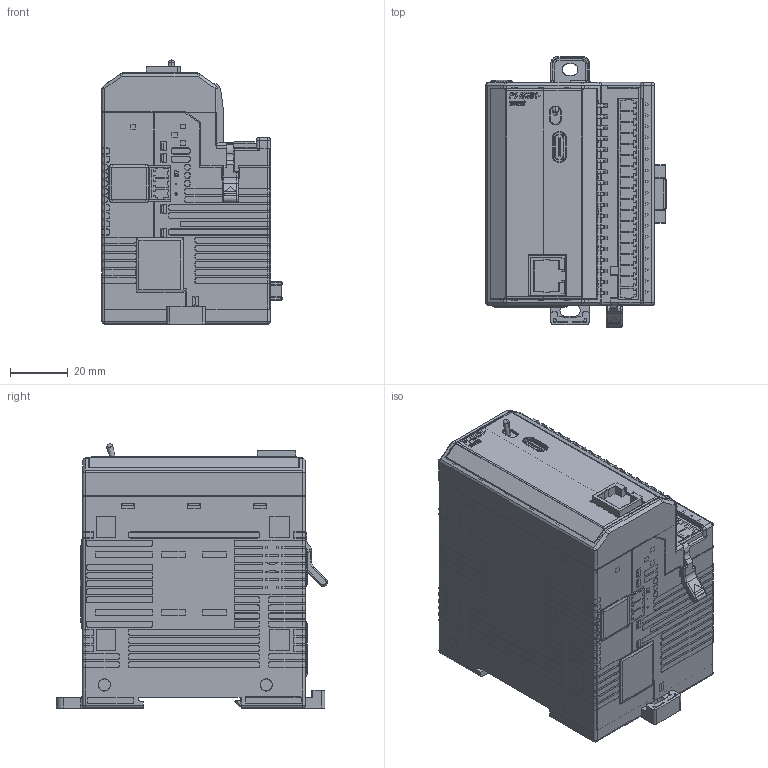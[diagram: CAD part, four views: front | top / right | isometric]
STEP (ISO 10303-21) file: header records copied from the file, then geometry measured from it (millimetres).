
FILE_DESCRIPTION (( 'STEP AP214' ), '1' );
FILE_NAME ('P1-M401-12DRS.STEP', '2025-05-28T14:05:21', ( '' ), ( '' ), 'SwSTEP 2.0', 'SolidWorks 2024', '' );
FILE_SCHEMA (( 'AUTOMOTIVE_DESIGN' ));
Length unit declared in the file: inch
Products named in the file (1): P1-M401-12DRS
Bounding box: 62.27 x 93.64 x 91.26 mm (x, y, z)
Volume: 34137.6 mm3; surface area: 66430 mm2
Topology: 21 solids, 25 shells, 3495 faces, 9196 edges, 5876 vertices
Faces by surface type: plane 1943, cylinder 873, bspline 636, cone 43
Entity records: 121221 total; most frequent: CARTESIAN_POINT 38242, ORIENTED_EDGE 18288, DIRECTION 15683, EDGE_CURVE 9144, LINE 5911, VECTOR 5911, VERTEX_POINT 5876, AXIS2_PLACEMENT_3D 4886
